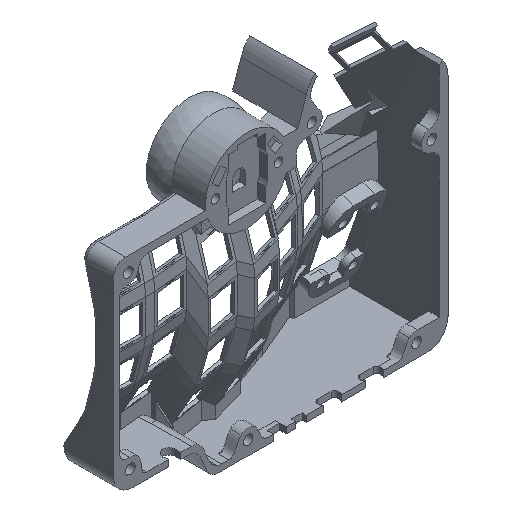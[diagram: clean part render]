
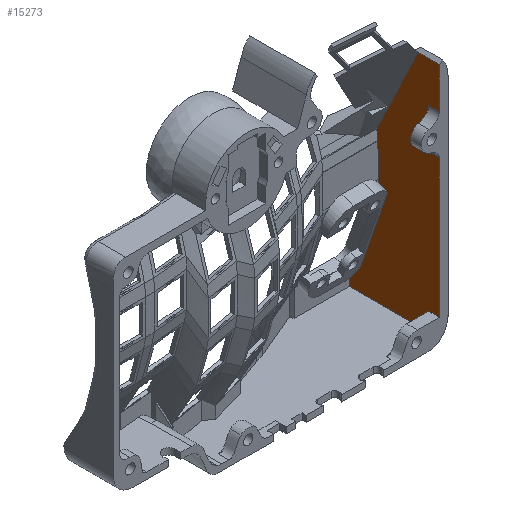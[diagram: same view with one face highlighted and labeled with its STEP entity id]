
A CAD part, isometric view. The second image highlights one B-rep face of the part: STEP entity #15273.
In plain terms, the highlighted planar face has unit normal (-1, 0, 0).
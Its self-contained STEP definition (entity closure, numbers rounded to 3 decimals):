
#808=FACE_OUTER_BOUND('',#1665,.T.);
#1665=EDGE_LOOP('',(#10481,#10482,#10483,#10484,#10485,#10486,#10487,#10488,
#10489,#10490,#10491,#10492,#10493,#10494,#10495,#10496,#10497,#10498,#10499,
#10500,#10501,#10502,#10503));
#2772=LINE('',#22222,#4676);
#2773=LINE('',#22224,#4677);
#2774=LINE('',#22226,#4678);
#2775=LINE('',#22228,#4679);
#2776=LINE('',#22230,#4680);
#2777=LINE('',#22232,#4681);
#2778=LINE('',#22234,#4682);
#2779=LINE('',#22236,#4683);
#2780=LINE('',#22238,#4684);
#2781=LINE('',#22240,#4685);
#2782=LINE('',#22242,#4686);
#2783=LINE('',#22244,#4687);
#2784=LINE('',#22246,#4688);
#2785=LINE('',#22248,#4689);
#2786=LINE('',#22250,#4690);
#2787=LINE('',#22252,#4691);
#2788=LINE('',#22254,#4692);
#2789=LINE('',#22256,#4693);
#2790=LINE('',#22258,#4694);
#2791=LINE('',#22260,#4695);
#2792=LINE('',#22262,#4696);
#2793=LINE('',#22264,#4697);
#2794=LINE('',#22265,#4698);
#4676=VECTOR('',#17350,10.);
#4677=VECTOR('',#17351,10.);
#4678=VECTOR('',#17352,10.);
#4679=VECTOR('',#17353,10.);
#4680=VECTOR('',#17354,10.);
#4681=VECTOR('',#17355,10.);
#4682=VECTOR('',#17356,10.);
#4683=VECTOR('',#17357,10.);
#4684=VECTOR('',#17358,10.);
#4685=VECTOR('',#17359,10.);
#4686=VECTOR('',#17360,10.);
#4687=VECTOR('',#17361,10.);
#4688=VECTOR('',#17362,10.);
#4689=VECTOR('',#17363,10.);
#4690=VECTOR('',#17364,10.);
#4691=VECTOR('',#17365,10.);
#4692=VECTOR('',#17366,10.);
#4693=VECTOR('',#17367,10.);
#4694=VECTOR('',#17368,10.);
#4695=VECTOR('',#17369,10.);
#4696=VECTOR('',#17370,10.);
#4697=VECTOR('',#17371,10.);
#4698=VECTOR('',#17372,10.);
#6550=VERTEX_POINT('',#22220);
#6551=VERTEX_POINT('',#22221);
#6552=VERTEX_POINT('',#22223);
#6553=VERTEX_POINT('',#22225);
#6554=VERTEX_POINT('',#22227);
#6555=VERTEX_POINT('',#22229);
#6556=VERTEX_POINT('',#22231);
#6557=VERTEX_POINT('',#22233);
#6558=VERTEX_POINT('',#22235);
#6559=VERTEX_POINT('',#22237);
#6560=VERTEX_POINT('',#22239);
#6561=VERTEX_POINT('',#22241);
#6562=VERTEX_POINT('',#22243);
#6563=VERTEX_POINT('',#22245);
#6564=VERTEX_POINT('',#22247);
#6565=VERTEX_POINT('',#22249);
#6566=VERTEX_POINT('',#22251);
#6567=VERTEX_POINT('',#22253);
#6568=VERTEX_POINT('',#22255);
#6569=VERTEX_POINT('',#22257);
#6570=VERTEX_POINT('',#22259);
#6571=VERTEX_POINT('',#22261);
#6572=VERTEX_POINT('',#22263);
#8074=EDGE_CURVE('',#6550,#6551,#2772,.T.);
#8075=EDGE_CURVE('',#6551,#6552,#2773,.T.);
#8076=EDGE_CURVE('',#6552,#6553,#2774,.T.);
#8077=EDGE_CURVE('',#6553,#6554,#2775,.T.);
#8078=EDGE_CURVE('',#6554,#6555,#2776,.T.);
#8079=EDGE_CURVE('',#6555,#6556,#2777,.T.);
#8080=EDGE_CURVE('',#6556,#6557,#2778,.T.);
#8081=EDGE_CURVE('',#6557,#6558,#2779,.T.);
#8082=EDGE_CURVE('',#6558,#6559,#2780,.T.);
#8083=EDGE_CURVE('',#6559,#6560,#2781,.T.);
#8084=EDGE_CURVE('',#6561,#6560,#2782,.F.);
#8085=EDGE_CURVE('',#6561,#6562,#2783,.T.);
#8086=EDGE_CURVE('',#6562,#6563,#2784,.T.);
#8087=EDGE_CURVE('',#6563,#6564,#2785,.T.);
#8088=EDGE_CURVE('',#6565,#6564,#2786,.F.);
#8089=EDGE_CURVE('',#6566,#6565,#2787,.F.);
#8090=EDGE_CURVE('',#6566,#6567,#2788,.T.);
#8091=EDGE_CURVE('',#6567,#6568,#2789,.T.);
#8092=EDGE_CURVE('',#6569,#6568,#2790,.T.);
#8093=EDGE_CURVE('',#6569,#6570,#2791,.T.);
#8094=EDGE_CURVE('',#6570,#6571,#2792,.T.);
#8095=EDGE_CURVE('',#6571,#6572,#2793,.T.);
#8096=EDGE_CURVE('',#6572,#6550,#2794,.T.);
#10481=ORIENTED_EDGE('',*,*,#8074,.T.);
#10482=ORIENTED_EDGE('',*,*,#8075,.T.);
#10483=ORIENTED_EDGE('',*,*,#8076,.T.);
#10484=ORIENTED_EDGE('',*,*,#8077,.T.);
#10485=ORIENTED_EDGE('',*,*,#8078,.T.);
#10486=ORIENTED_EDGE('',*,*,#8079,.T.);
#10487=ORIENTED_EDGE('',*,*,#8080,.T.);
#10488=ORIENTED_EDGE('',*,*,#8081,.T.);
#10489=ORIENTED_EDGE('',*,*,#8082,.T.);
#10490=ORIENTED_EDGE('',*,*,#8083,.T.);
#10491=ORIENTED_EDGE('',*,*,#8084,.F.);
#10492=ORIENTED_EDGE('',*,*,#8085,.T.);
#10493=ORIENTED_EDGE('',*,*,#8086,.T.);
#10494=ORIENTED_EDGE('',*,*,#8087,.T.);
#10495=ORIENTED_EDGE('',*,*,#8088,.F.);
#10496=ORIENTED_EDGE('',*,*,#8089,.F.);
#10497=ORIENTED_EDGE('',*,*,#8090,.T.);
#10498=ORIENTED_EDGE('',*,*,#8091,.T.);
#10499=ORIENTED_EDGE('',*,*,#8092,.F.);
#10500=ORIENTED_EDGE('',*,*,#8093,.T.);
#10501=ORIENTED_EDGE('',*,*,#8094,.T.);
#10502=ORIENTED_EDGE('',*,*,#8095,.T.);
#10503=ORIENTED_EDGE('',*,*,#8096,.T.);
#14638=PLANE('',#16113);
#15273=ADVANCED_FACE('',(#808),#14638,.F.);
#16113=AXIS2_PLACEMENT_3D('',#22219,#17348,#17349);
#17348=DIRECTION('center_axis',(1.,0.,0.));
#17349=DIRECTION('ref_axis',(0.,-1.,0.));
#17350=DIRECTION('',(0.,-0.009,-1.));
#17351=DIRECTION('',(0.,0.169,-0.986));
#17352=DIRECTION('',(0.,-0.946,-0.326));
#17353=DIRECTION('',(0.,0.326,-0.946));
#17354=DIRECTION('',(0.,0.946,0.326));
#17355=DIRECTION('',(0.,0.496,-0.868));
#17356=DIRECTION('',(0.,0.,-1.));
#17357=DIRECTION('',(0.,-1.,0.));
#17358=DIRECTION('',(0.,0.,1.));
#17359=DIRECTION('',(0.,-1.,0.));
#17360=DIRECTION('',(0.,0.,1.));
#17361=DIRECTION('',(0.,1.,0.));
#17362=DIRECTION('',(0.,0.,1.));
#17363=DIRECTION('',(0.,-1.,0.));
#17364=DIRECTION('',(0.,0.,1.));
#17365=DIRECTION('',(0.,1.,0.));
#17366=DIRECTION('',(0.,0.431,-0.902));
#17367=DIRECTION('',(0.,0.431,-0.902));
#17368=DIRECTION('',(0.,-0.307,0.952));
#17369=DIRECTION('',(0.,-0.124,-0.992));
#17370=DIRECTION('',(0.,-0.098,-0.995));
#17371=DIRECTION('',(0.,-0.098,-0.995));
#17372=DIRECTION('',(0.,-0.009,-1.));
#22219=CARTESIAN_POINT('Origin',(-102.982,42.987,-318.429));
#22220=CARTESIAN_POINT('',(-102.982,29.314,-267.374));
#22221=CARTESIAN_POINT('',(-102.982,29.303,-268.576));
#22222=CARTESIAN_POINT('',(-102.982,29.611,-234.905));
#22223=CARTESIAN_POINT('',(-102.982,29.383,-269.041));
#22224=CARTESIAN_POINT('',(-102.982,23.366,-233.901));
#22225=CARTESIAN_POINT('',(-102.982,24.852,-270.601));
#22226=CARTESIAN_POINT('',(-102.982,32.416,-267.997));
#22227=CARTESIAN_POINT('',(-102.982,37.572,-307.543));
#22228=CARTESIAN_POINT('',(-102.982,36.355,-304.007));
#22229=CARTESIAN_POINT('',(-102.982,42.841,-305.728));
#22230=CARTESIAN_POINT('',(-102.982,45.136,-304.938));
#22231=CARTESIAN_POINT('',(-102.982,42.987,-305.983));
#22232=CARTESIAN_POINT('',(-102.982,12.293,-252.225));
#22233=CARTESIAN_POINT('',(-102.982,42.987,-318.429));
#22234=CARTESIAN_POINT('',(-102.982,42.987,-318.429));
#22235=CARTESIAN_POINT('',(-102.982,5.27,-318.429));
#22236=CARTESIAN_POINT('',(-102.982,29.129,-318.429));
#22237=CARTESIAN_POINT('',(-102.982,5.27,-309.811));
#22238=CARTESIAN_POINT('',(-102.982,5.27,-258.139));
#22239=CARTESIAN_POINT('',(-102.982,0.27,-309.811));
#22240=CARTESIAN_POINT('',(-102.982,0.27,-309.811));
#22241=CARTESIAN_POINT('',(-102.982,0.27,-244.247));
#22242=CARTESIAN_POINT('',(-102.982,0.27,-211.76));
#22243=CARTESIAN_POINT('',(-102.982,5.27,-244.247));
#22244=CARTESIAN_POINT('',(-102.982,0.27,-244.247));
#22245=CARTESIAN_POINT('',(-102.982,5.27,-225.19));
#22246=CARTESIAN_POINT('',(-102.982,5.27,-218.442));
#22247=CARTESIAN_POINT('',(-102.982,0.27,-225.19));
#22248=CARTESIAN_POINT('',(-102.982,0.27,-225.19));
#22249=CARTESIAN_POINT('',(-102.982,0.27,-205.878));
#22250=CARTESIAN_POINT('',(-102.982,0.27,-211.76));
#22251=CARTESIAN_POINT('',(-102.982,10.374,-205.878));
#22252=CARTESIAN_POINT('',(-102.982,0.27,-205.878));
#22253=CARTESIAN_POINT('',(-102.982,24.024,-234.472));
#22254=CARTESIAN_POINT('',(-102.982,7.883,-200.659));
#22255=CARTESIAN_POINT('',(-102.982,29.485,-245.912));
#22256=CARTESIAN_POINT('',(-102.982,18.957,-223.858));
#22257=CARTESIAN_POINT('',(-102.982,29.999,-247.504));
#22258=CARTESIAN_POINT('',(-102.982,16.391,-205.344));
#22259=CARTESIAN_POINT('',(-102.982,29.476,-251.674));
#22260=CARTESIAN_POINT('',(-102.982,32.305,-229.104));
#22261=CARTESIAN_POINT('',(-102.982,29.466,-251.783));
#22262=CARTESIAN_POINT('',(-102.982,31.742,-228.574));
#22263=CARTESIAN_POINT('',(-102.982,29.456,-251.884));
#22264=CARTESIAN_POINT('',(-102.982,31.737,-228.629));
#22265=CARTESIAN_POINT('',(-102.982,29.682,-227.16));
